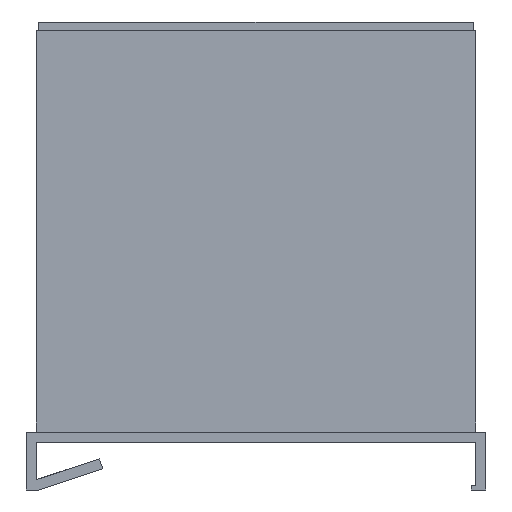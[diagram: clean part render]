
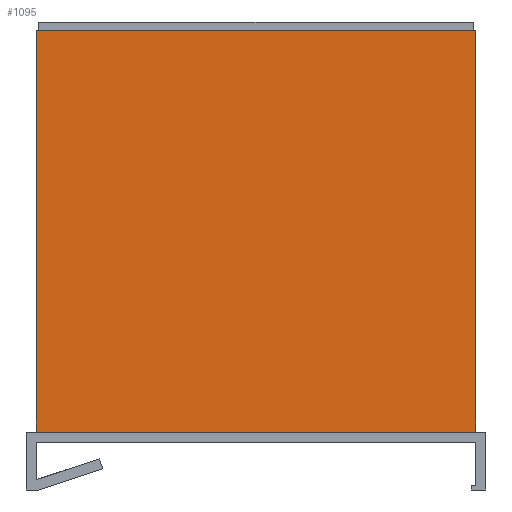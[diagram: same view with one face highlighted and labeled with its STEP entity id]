
A CAD part, left-side view. The second image highlights one B-rep face of the part: STEP entity #1095.
In plain terms, the highlighted planar face has unit normal (-1, 0, 0).
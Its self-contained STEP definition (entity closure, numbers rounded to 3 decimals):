
#170 = FACE_OUTER_BOUND ( 'NONE', #501, .T. ) ;
#177 = EDGE_CURVE ( 'NONE', #582, #349, #412, .T. ) ;
#187 = DIRECTION ( 'NONE',  ( 0., 1., 0. ) ) ;
#191 = LINE ( 'NONE', #248, #1008 ) ;
#219 = CARTESIAN_POINT ( 'NONE',  ( -4., 53., 0. ) ) ;
#248 = CARTESIAN_POINT ( 'NONE',  ( -4., 53., 97. ) ) ;
#297 = ORIENTED_EDGE ( 'NONE', *, *, #779, .F. ) ;
#349 = VERTEX_POINT ( 'NONE', #434 ) ;
#360 = CARTESIAN_POINT ( 'NONE',  ( -4., 53., 97. ) ) ;
#412 = LINE ( 'NONE', #615, #1090 ) ;
#434 = CARTESIAN_POINT ( 'NONE',  ( -4., -53., 0. ) ) ;
#446 = DIRECTION ( 'NONE',  ( 1., 0., 0. ) ) ;
#501 = EDGE_LOOP ( 'NONE', ( #652, #297, #828, #1131 ) ) ;
#505 = VECTOR ( 'NONE', #843, 1000. ) ;
#541 = CARTESIAN_POINT ( 'NONE',  ( -4., 53., 97. ) ) ;
#582 = VERTEX_POINT ( 'NONE', #219 ) ;
#615 = CARTESIAN_POINT ( 'NONE',  ( -4., 53., 0. ) ) ;
#651 = VERTEX_POINT ( 'NONE', #710 ) ;
#652 = ORIENTED_EDGE ( 'NONE', *, *, #177, .T. ) ;
#677 = EDGE_CURVE ( 'NONE', #1166, #582, #191, .T. ) ;
#704 = DIRECTION ( 'NONE',  ( 0., -1., 0. ) ) ;
#710 = CARTESIAN_POINT ( 'NONE',  ( -4., -53., 97. ) ) ;
#725 = CARTESIAN_POINT ( 'NONE',  ( -4., 53., 97. ) ) ;
#752 = EDGE_CURVE ( 'NONE', #1166, #651, #1104, .T. ) ;
#779 = EDGE_CURVE ( 'NONE', #651, #349, #882, .T. ) ;
#803 = PLANE ( 'NONE',  #864 ) ;
#828 = ORIENTED_EDGE ( 'NONE', *, *, #752, .F. ) ;
#843 = DIRECTION ( 'NONE',  ( 0., -1., 0. ) ) ;
#864 = AXIS2_PLACEMENT_3D ( 'NONE', #541, #446, #187 ) ;
#882 = LINE ( 'NONE', #1087, #1155 ) ;
#912 = DIRECTION ( 'NONE',  ( 0., 0., -1. ) ) ;
#1003 = DIRECTION ( 'NONE',  ( 0., 0., -1. ) ) ;
#1008 = VECTOR ( 'NONE', #1003, 1000. ) ;
#1087 = CARTESIAN_POINT ( 'NONE',  ( -4., -53., 97. ) ) ;
#1090 = VECTOR ( 'NONE', #704, 1000. ) ;
#1095 = ADVANCED_FACE ( 'NONE', ( #170 ), #803, .F. ) ;
#1104 = LINE ( 'NONE', #360, #505 ) ;
#1131 = ORIENTED_EDGE ( 'NONE', *, *, #677, .T. ) ;
#1155 = VECTOR ( 'NONE', #912, 1000. ) ;
#1166 = VERTEX_POINT ( 'NONE', #725 ) ;
